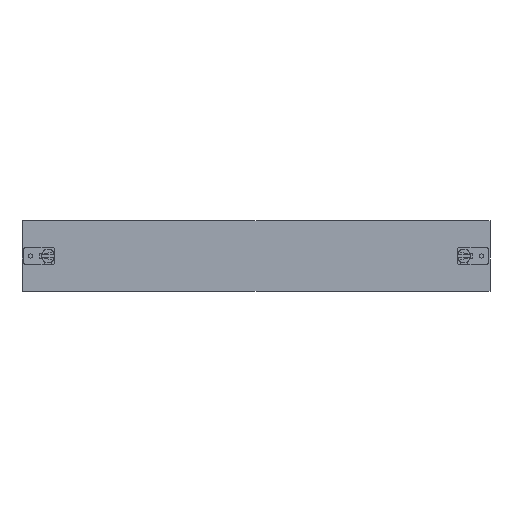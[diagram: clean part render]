
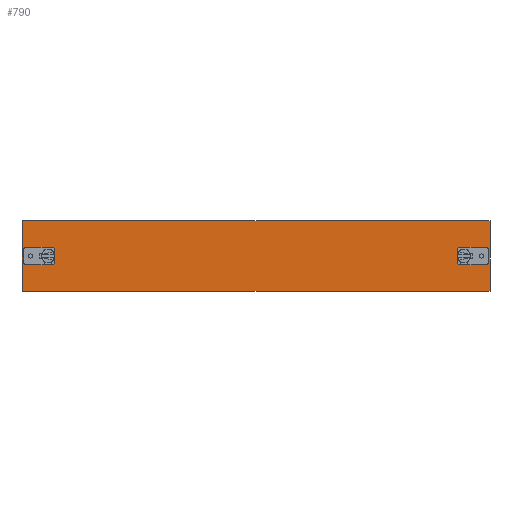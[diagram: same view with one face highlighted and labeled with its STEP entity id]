
A CAD part, top view. The second image highlights one B-rep face of the part: STEP entity #790.
In plain terms, the highlighted planar face has unit normal (0, 0, 1).
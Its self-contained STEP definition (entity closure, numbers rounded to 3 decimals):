
#173=CARTESIAN_POINT('',(491.,37.5,1.));
#174=DIRECTION('',(0.,0.,1.));
#175=DIRECTION('',(-1.,0.,0.));
#176=AXIS2_PLACEMENT_3D('',#173,#174,#175);
#181=CARTESIAN_POINT('',(491.,37.5,1.));
#182=DIRECTION('',(0.,0.,1.));
#183=DIRECTION('',(1.,0.,0.));
#184=AXIS2_PLACEMENT_3D('',#181,#182,#183);
#189=CARTESIAN_POINT('',(9.,37.5,1.));
#190=DIRECTION('',(0.,0.,1.));
#191=DIRECTION('',(1.,0.,0.));
#192=AXIS2_PLACEMENT_3D('',#189,#190,#191);
#197=CARTESIAN_POINT('',(9.,37.5,1.));
#198=DIRECTION('',(0.,0.,1.));
#199=DIRECTION('',(-1.,0.,0.));
#200=AXIS2_PLACEMENT_3D('',#197,#198,#199);
#205=CARTESIAN_POINT('',(28.,37.5,1.));
#206=DIRECTION('',(0.,0.,1.));
#207=DIRECTION('',(-0.896,-0.445,0.));
#208=AXIS2_PLACEMENT_3D('',#205,#206,#207);
#213=DIRECTION('',(-1.,0.,0.));
#214=VECTOR('',#213,5.239);
#215=CARTESIAN_POINT('',(23.589,39.69,1.));
#216=LINE('',#215,#214);
#220=DIRECTION('',(0.,-1.,0.));
#221=VECTOR('',#220,4.38);
#222=CARTESIAN_POINT('',(18.35,39.69,1.));
#223=LINE('',#222,#221);
#227=DIRECTION('',(1.,0.,0.));
#228=VECTOR('',#227,5.239);
#229=CARTESIAN_POINT('',(18.35,35.31,1.));
#230=LINE('',#229,#228);
#234=CARTESIAN_POINT('',(472.,37.5,1.));
#235=DIRECTION('',(0.,0.,1.));
#236=DIRECTION('',(0.896,0.445,0.));
#237=AXIS2_PLACEMENT_3D('',#234,#235,#236);
#242=DIRECTION('',(1.,0.,0.));
#243=VECTOR('',#242,5.239);
#244=CARTESIAN_POINT('',(476.411,35.31,1.));
#245=LINE('',#244,#243);
#249=DIRECTION('',(0.,1.,0.));
#250=VECTOR('',#249,4.38);
#251=CARTESIAN_POINT('',(481.65,35.31,1.));
#252=LINE('',#251,#250);
#256=DIRECTION('',(-1.,0.,0.));
#257=VECTOR('',#256,5.239);
#258=CARTESIAN_POINT('',(481.65,39.69,1.));
#259=LINE('',#258,#257);
#263=DIRECTION('',(1.,0.,0.));
#264=VECTOR('',#263,500.);
#265=CARTESIAN_POINT('',(0.,75.,1.));
#266=LINE('',#265,#264);
#270=DIRECTION('',(-1.,0.,0.));
#271=VECTOR('',#270,500.);
#272=CARTESIAN_POINT('',(500.,0.,1.));
#273=LINE('',#272,#271);
#396=DIRECTION('',(0.,-1.,0.));
#397=VECTOR('',#396,75.);
#398=CARTESIAN_POINT('',(0.,75.,1.));
#399=LINE('',#398,#397);
#536=DIRECTION('',(0.,1.,0.));
#537=VECTOR('',#536,75.);
#538=CARTESIAN_POINT('',(500.,0.,1.));
#539=LINE('',#538,#537);
#581=CARTESIAN_POINT('',(476.411,35.31,1.));
#582=VERTEX_POINT('',#581);
#583=CARTESIAN_POINT('',(476.411,39.69,1.));
#584=VERTEX_POINT('',#583);
#585=CARTESIAN_POINT('',(481.65,35.31,1.));
#586=VERTEX_POINT('',#585);
#587=CARTESIAN_POINT('',(481.65,39.69,1.));
#588=VERTEX_POINT('',#587);
#589=CARTESIAN_POINT('',(486.75,37.5,1.));
#590=CARTESIAN_POINT('',(495.25,37.5,1.));
#591=VERTEX_POINT('',#589);
#592=VERTEX_POINT('',#590);
#593=CARTESIAN_POINT('',(13.25,37.5,1.));
#594=CARTESIAN_POINT('',(4.75,37.5,1.));
#595=VERTEX_POINT('',#593);
#596=VERTEX_POINT('',#594);
#597=CARTESIAN_POINT('',(23.589,39.69,1.));
#598=CARTESIAN_POINT('',(18.35,39.69,1.));
#599=VERTEX_POINT('',#597);
#600=VERTEX_POINT('',#598);
#601=CARTESIAN_POINT('',(18.35,35.31,1.));
#602=VERTEX_POINT('',#601);
#603=CARTESIAN_POINT('',(23.589,35.31,1.));
#604=VERTEX_POINT('',#603);
#605=CARTESIAN_POINT('',(500.,0.,1.));
#606=CARTESIAN_POINT('',(0.,0.,1.));
#607=VERTEX_POINT('',#605);
#608=VERTEX_POINT('',#606);
#609=CARTESIAN_POINT('',(0.,75.,1.));
#610=CARTESIAN_POINT('',(500.,75.,1.));
#611=VERTEX_POINT('',#609);
#612=VERTEX_POINT('',#610);
#745=CARTESIAN_POINT('',(0.,0.,1.));
#746=DIRECTION('',(0.,0.,1.));
#747=DIRECTION('',(1.,0.,0.));
#748=AXIS2_PLACEMENT_3D('',#745,#746,#747);
#749=PLANE('',#748);
#751=ORIENTED_EDGE('',*,*,#750,.F.);
#753=ORIENTED_EDGE('',*,*,#752,.T.);
#755=ORIENTED_EDGE('',*,*,#754,.F.);
#757=ORIENTED_EDGE('',*,*,#756,.T.);
#758=EDGE_LOOP('',(#751,#753,#755,#757));
#759=FACE_OUTER_BOUND('',#758,.F.);
#761=ORIENTED_EDGE('',*,*,#760,.T.);
#763=ORIENTED_EDGE('',*,*,#762,.T.);
#764=EDGE_LOOP('',(#761,#763));
#765=FACE_BOUND('',#764,.F.);
#767=ORIENTED_EDGE('',*,*,#766,.T.);
#769=ORIENTED_EDGE('',*,*,#768,.T.);
#771=ORIENTED_EDGE('',*,*,#770,.T.);
#773=ORIENTED_EDGE('',*,*,#772,.T.);
#774=EDGE_LOOP('',(#767,#769,#771,#773));
#775=FACE_BOUND('',#774,.F.);
#777=ORIENTED_EDGE('',*,*,#776,.T.);
#779=ORIENTED_EDGE('',*,*,#778,.T.);
#781=ORIENTED_EDGE('',*,*,#780,.T.);
#783=ORIENTED_EDGE('',*,*,#782,.T.);
#784=EDGE_LOOP('',(#777,#779,#781,#783));
#785=FACE_BOUND('',#784,.F.);
#786=ORIENTED_EDGE('',*,*,#725,.T.);
#787=ORIENTED_EDGE('',*,*,#739,.T.);
#788=EDGE_LOOP('',(#786,#787));
#789=FACE_BOUND('',#788,.F.);
#177=CIRCLE('',#176,4.25);
#185=CIRCLE('',#184,4.25);
#193=CIRCLE('',#192,4.25);
#201=CIRCLE('',#200,4.25);
#209=CIRCLE('',#208,4.925);
#238=CIRCLE('',#237,4.925);
#725=EDGE_CURVE('',#591,#592,#177,.T.);
#739=EDGE_CURVE('',#592,#591,#185,.T.);
#750=EDGE_CURVE('',#611,#608,#399,.T.);
#752=EDGE_CURVE('',#611,#612,#266,.T.);
#754=EDGE_CURVE('',#607,#612,#539,.T.);
#756=EDGE_CURVE('',#607,#608,#273,.T.);
#760=EDGE_CURVE('',#595,#596,#193,.T.);
#762=EDGE_CURVE('',#596,#595,#201,.T.);
#766=EDGE_CURVE('',#604,#599,#209,.T.);
#768=EDGE_CURVE('',#599,#600,#216,.T.);
#770=EDGE_CURVE('',#600,#602,#223,.T.);
#772=EDGE_CURVE('',#602,#604,#230,.T.);
#776=EDGE_CURVE('',#584,#582,#238,.T.);
#778=EDGE_CURVE('',#582,#586,#245,.T.);
#780=EDGE_CURVE('',#586,#588,#252,.T.);
#782=EDGE_CURVE('',#588,#584,#259,.T.);
#790=ADVANCED_FACE('',(#759,#765,#775,#785,#789),#749,.T.);
